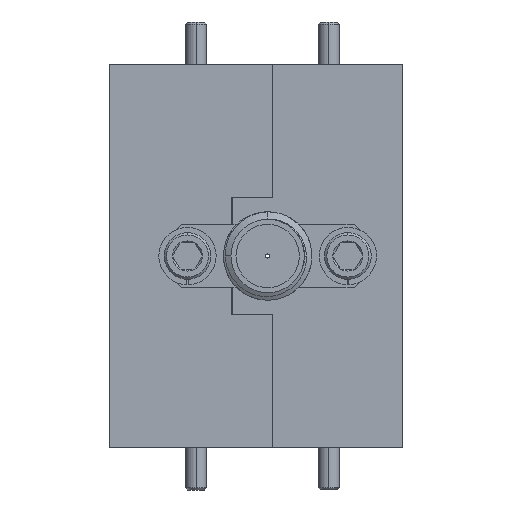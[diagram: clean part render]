
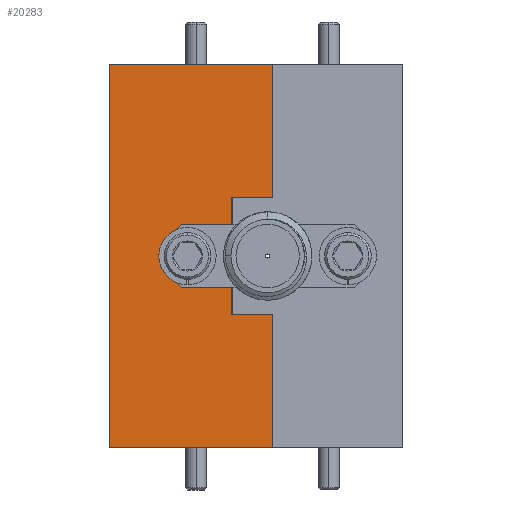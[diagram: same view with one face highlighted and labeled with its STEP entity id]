
A CAD part, left-side view. The second image highlights one B-rep face of the part: STEP entity #20283.
In plain terms, the highlighted planar face has unit normal (-1, 0, 0).
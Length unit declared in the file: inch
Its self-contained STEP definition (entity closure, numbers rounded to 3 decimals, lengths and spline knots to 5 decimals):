
#384 = VERTEX_POINT ( 'NONE', #3821 ) ;
#589 = VERTEX_POINT ( 'NONE', #19312 ) ;
#715 = CARTESIAN_POINT ( 'NONE',  ( -0.575, 0.122, -0.175 ) ) ;
#847 = LINE ( 'NONE', #16534, #19958 ) ;
#1320 = AXIS2_PLACEMENT_3D ( 'NONE', #2538, #6150, #18637 ) ;
#1499 = EDGE_CURVE ( 'NONE', #21394, #5358, #22057, .T. ) ;
#2519 = CARTESIAN_POINT ( 'NONE',  ( -0.575, 0.49, 0.575 ) ) ;
#2522 = EDGE_CURVE ( 'NONE', #10800, #589, #22304, .T. ) ;
#2538 = CARTESIAN_POINT ( 'NONE',  ( -0.575, 0.256, 0. ) ) ;
#3169 = VECTOR ( 'NONE', #17376, 39.37008 ) ;
#3447 = CARTESIAN_POINT ( 'NONE',  ( -0.575, 0.49, -0.575 ) ) ;
#3821 = CARTESIAN_POINT ( 'NONE',  ( -0.575, 0., 0.575 ) ) ;
#4335 = EDGE_CURVE ( 'NONE', #5358, #21394, #13484, .T. ) ;
#4617 = EDGE_CURVE ( 'NONE', #21149, #10800, #847, .T. ) ;
#5051 = LINE ( 'NONE', #21910, #9221 ) ;
#5154 = VECTOR ( 'NONE', #15084, 39.37008 ) ;
#5352 = VECTOR ( 'NONE', #9667, 39.37008 ) ;
#5358 = VERTEX_POINT ( 'NONE', #17503 ) ;
#5540 = EDGE_CURVE ( 'NONE', #21922, #19404, #17658, .T. ) ;
#5880 = CARTESIAN_POINT ( 'NONE',  ( -0.575, 0.122, 0.175 ) ) ;
#6150 = DIRECTION ( 'NONE',  ( -1., 0., 0. ) ) ;
#6508 = EDGE_CURVE ( 'NONE', #21149, #22346, #15922, .T. ) ;
#6792 = DIRECTION ( 'NONE',  ( 0., 0., 1. ) ) ;
#6959 = CARTESIAN_POINT ( 'NONE',  ( -0.575, 0.49, 0.575 ) ) ;
#7398 = ORIENTED_EDGE ( 'NONE', *, *, #1499, .F. ) ;
#7866 = ORIENTED_EDGE ( 'NONE', *, *, #9210, .F. ) ;
#7931 = ORIENTED_EDGE ( 'NONE', *, *, #16971, .T. ) ;
#8433 = CARTESIAN_POINT ( 'NONE',  ( -0.575, 0.122, -0.175 ) ) ;
#8832 = DIRECTION ( 'NONE',  ( -1., 0., 0. ) ) ;
#9155 = ORIENTED_EDGE ( 'NONE', *, *, #2522, .T. ) ;
#9210 = EDGE_CURVE ( 'NONE', #19404, #11193, #16570, .T. ) ;
#9221 = VECTOR ( 'NONE', #12734, 39.37008 ) ;
#9349 = AXIS2_PLACEMENT_3D ( 'NONE', #19638, #8832, #12457 ) ;
#9667 = DIRECTION ( 'NONE',  ( 0., 0., -1. ) ) ;
#10175 = DIRECTION ( 'NONE',  ( 0., 0., 1. ) ) ;
#10412 = ORIENTED_EDGE ( 'NONE', *, *, #4335, .F. ) ;
#10792 = DIRECTION ( 'NONE',  ( 1., 0., 0. ) ) ;
#10800 = VERTEX_POINT ( 'NONE', #16912 ) ;
#10913 = ORIENTED_EDGE ( 'NONE', *, *, #4617, .T. ) ;
#10985 = VECTOR ( 'NONE', #6792, 39.37008 ) ;
#11193 = VERTEX_POINT ( 'NONE', #715 ) ;
#11558 = EDGE_LOOP ( 'NONE', ( #10412, #7398 ) ) ;
#12330 = CARTESIAN_POINT ( 'NONE',  ( -0.575, 0., 0.575 ) ) ;
#12457 = DIRECTION ( 'NONE',  ( 0., 0., 1. ) ) ;
#12682 = DIRECTION ( 'NONE',  ( 0., 1., 0. ) ) ;
#12734 = DIRECTION ( 'NONE',  ( 0., -1., 0. ) ) ;
#12836 = DIRECTION ( 'NONE',  ( 0., -1., 0. ) ) ;
#13334 = EDGE_CURVE ( 'NONE', #11193, #589, #16670, .T. ) ;
#13484 = CIRCLE ( 'NONE', #9349, 0.035 ) ;
#13619 = CARTESIAN_POINT ( 'NONE',  ( -0.575, 0.256, -0.035 ) ) ;
#14058 = CARTESIAN_POINT ( 'NONE',  ( -0.575, 0., 0.575 ) ) ;
#14253 = PLANE ( 'NONE',  #15125 ) ;
#14264 = ORIENTED_EDGE ( 'NONE', *, *, #13334, .F. ) ;
#14662 = ORIENTED_EDGE ( 'NONE', *, *, #18871, .F. ) ;
#14757 = CARTESIAN_POINT ( 'NONE',  ( -0.575, 0.122, 0.175 ) ) ;
#15076 = VECTOR ( 'NONE', #10175, 39.37008 ) ;
#15084 = DIRECTION ( 'NONE',  ( 0., -1., 0. ) ) ;
#15125 = AXIS2_PLACEMENT_3D ( 'NONE', #6959, #10792, #17942 ) ;
#15149 = VECTOR ( 'NONE', #12682, 39.37008 ) ;
#15493 = LINE ( 'NONE', #12330, #10985 ) ;
#15922 = LINE ( 'NONE', #22978, #15076 ) ;
#16534 = CARTESIAN_POINT ( 'NONE',  ( -0.575, 0.49, -0.575 ) ) ;
#16570 = LINE ( 'NONE', #8433, #5352 ) ;
#16670 = LINE ( 'NONE', #22435, #5154 ) ;
#16912 = CARTESIAN_POINT ( 'NONE',  ( -0.575, 0., -0.575 ) ) ;
#16971 = EDGE_CURVE ( 'NONE', #21922, #384, #15493, .T. ) ;
#17090 = FACE_BOUND ( 'NONE', #11558, .T. ) ;
#17376 = DIRECTION ( 'NONE',  ( 0., 0., 1. ) ) ;
#17503 = CARTESIAN_POINT ( 'NONE',  ( -0.575, 0.256, 0.035 ) ) ;
#17658 = LINE ( 'NONE', #5880, #15149 ) ;
#17942 = DIRECTION ( 'NONE',  ( 0., 0., -1. ) ) ;
#18637 = DIRECTION ( 'NONE',  ( 0., 0., 1. ) ) ;
#18742 = ORIENTED_EDGE ( 'NONE', *, *, #6508, .F. ) ;
#18871 = EDGE_CURVE ( 'NONE', #22346, #384, #5051, .T. ) ;
#19312 = CARTESIAN_POINT ( 'NONE',  ( -0.575, 0., -0.175 ) ) ;
#19404 = VERTEX_POINT ( 'NONE', #14757 ) ;
#19620 = FACE_OUTER_BOUND ( 'NONE', #21349, .T. ) ;
#19638 = CARTESIAN_POINT ( 'NONE',  ( -0.575, 0.256, 0. ) ) ;
#19958 = VECTOR ( 'NONE', #12836, 39.37008 ) ;
#20183 = ORIENTED_EDGE ( 'NONE', *, *, #5540, .F. ) ;
#20283 = ADVANCED_FACE ( 'NONE', ( #17090, #19620 ), #14253, .F. ) ;
#21149 = VERTEX_POINT ( 'NONE', #3447 ) ;
#21349 = EDGE_LOOP ( 'NONE', ( #9155, #14264, #7866, #20183, #7931, #14662, #18742, #10913 ) ) ;
#21394 = VERTEX_POINT ( 'NONE', #13619 ) ;
#21910 = CARTESIAN_POINT ( 'NONE',  ( -0.575, 0.49, 0.575 ) ) ;
#21922 = VERTEX_POINT ( 'NONE', #23162 ) ;
#22057 = CIRCLE ( 'NONE', #1320, 0.035 ) ;
#22304 = LINE ( 'NONE', #14058, #3169 ) ;
#22346 = VERTEX_POINT ( 'NONE', #2519 ) ;
#22435 = CARTESIAN_POINT ( 'NONE',  ( -0.575, 0.122, -0.175 ) ) ;
#22978 = CARTESIAN_POINT ( 'NONE',  ( -0.575, 0.49, 0.575 ) ) ;
#23162 = CARTESIAN_POINT ( 'NONE',  ( -0.575, 0., 0.175 ) ) ;
